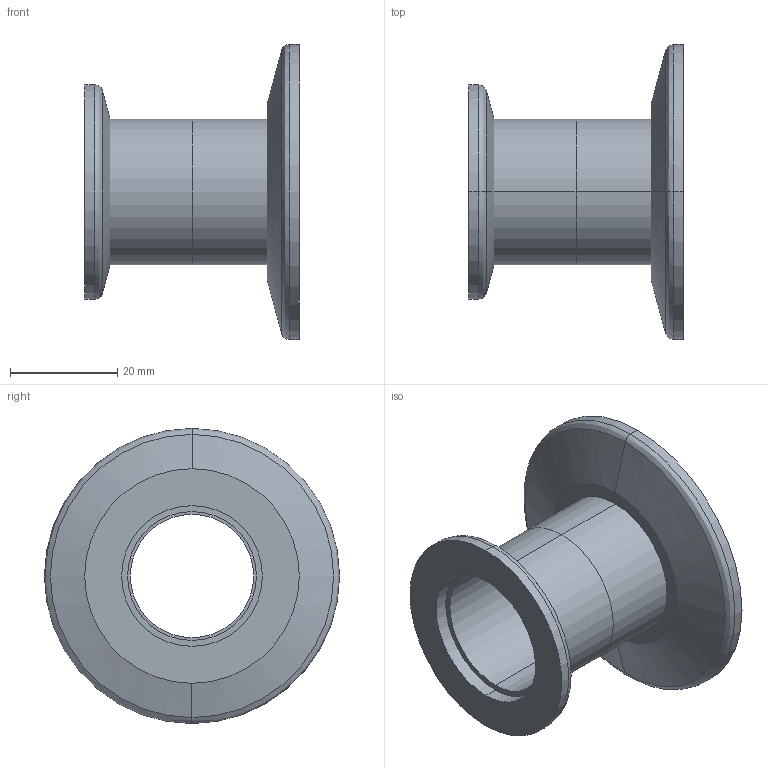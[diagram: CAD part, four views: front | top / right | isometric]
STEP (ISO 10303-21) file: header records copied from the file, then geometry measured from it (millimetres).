
FILE_DESCRIPTION( (''), '2;1');
FILE_NAME ('CAD714.5856.VP9040_18473.stp','2016-04-22T10:45:36',(''),(''),'spGate 11.3.9','spGate','');
FILE_SCHEMA (('AUTOMOTIVE_DESIGN'));
Length unit declared in the file: millimetre
Products named in the file (4): Assembly; VP9040-1; VP9040-2; VP3025
Assembly tree (3 placements, depth 2):
  Assembly
    VP9040-1
    VP9040-2
    VP3025
Bounding box: 40 x 55 x 55 mm (x, y, z)
Volume: 14014.2 mm3; surface area: 12589.9 mm2
Topology: 3 solids, 3 shells, 37 faces, 74 edges, 46 vertices
Faces by surface type: cylinder 20, plane 9, bspline 8
Entity records: 1808 total; most frequent: CARTESIAN_POINT 329, DIRECTION 166, ORIENTED_EDGE 148, COLOUR_RGB 114, PRESENTATION_STYLE_ASSIGNMENT 114, STYLED_ITEM 114, AXIS2_PLACEMENT_3D 83, EDGE_CURVE 74
